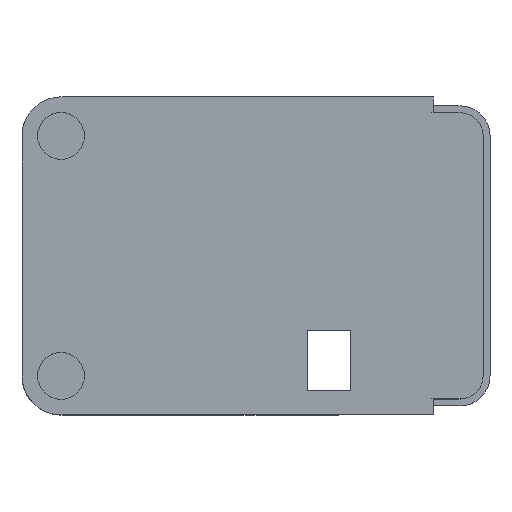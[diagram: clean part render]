
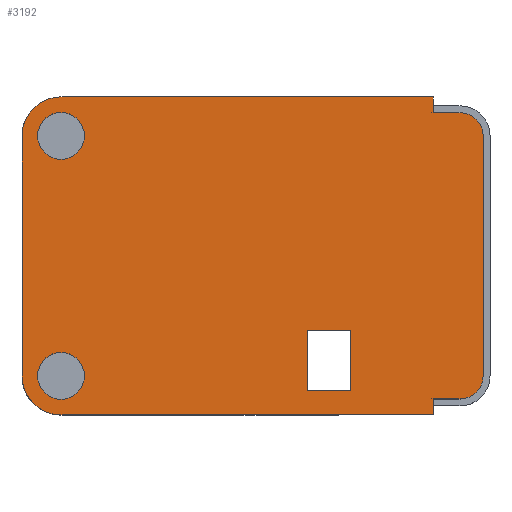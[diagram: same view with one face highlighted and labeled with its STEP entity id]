
A CAD part, top view. The second image highlights one B-rep face of the part: STEP entity #3192.
In plain terms, the highlighted planar face has unit normal (0, 0, 1).
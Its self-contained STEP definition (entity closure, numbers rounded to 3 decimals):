
#2551 = VERTEX_POINT('',#2552);
#2552 = CARTESIAN_POINT('',(83.5,-105.,18.73));
#2558 = EDGE_CURVE('',#2559,#2551,#2561,.T.);
#2559 = VERTEX_POINT('',#2560);
#2560 = CARTESIAN_POINT('',(90.,-111.5,18.73));
#2561 = CIRCLE('',#2562,6.5);
#2562 = AXIS2_PLACEMENT_3D('',#2563,#2564,#2565);
#2563 = CARTESIAN_POINT('',(90.,-105.,18.73));
#2564 = DIRECTION('',(0.,0.,-1.));
#2565 = DIRECTION('',(-1.,0.,0.));
#2584 = EDGE_CURVE('',#2551,#2585,#2587,.T.);
#2585 = VERTEX_POINT('',#2586);
#2586 = CARTESIAN_POINT('',(83.5,-65.,18.73));
#2587 = LINE('',#2588,#2589);
#2588 = CARTESIAN_POINT('',(83.5,-90.,18.73));
#2589 = VECTOR('',#2590,1.);
#2590 = DIRECTION('',(0.,1.,0.));
#2619 = VERTEX_POINT('',#2620);
#2620 = CARTESIAN_POINT('',(90.,-58.5,18.73));
#2626 = EDGE_CURVE('',#2585,#2619,#2627,.T.);
#2627 = CIRCLE('',#2628,6.5);
#2628 = AXIS2_PLACEMENT_3D('',#2629,#2630,#2631);
#2629 = CARTESIAN_POINT('',(90.,-65.,18.73));
#2630 = DIRECTION('',(0.,0.,-1.));
#2631 = DIRECTION('',(-1.,0.,0.));
#2645 = EDGE_CURVE('',#2619,#2646,#2648,.T.);
#2646 = VERTEX_POINT('',#2647);
#2647 = CARTESIAN_POINT('',(152.054,-58.5,18.73));
#2648 = LINE('',#2649,#2650);
#2649 = CARTESIAN_POINT('',(121.99,-58.5,18.73));
#2650 = VECTOR('',#2651,1.);
#2651 = DIRECTION('',(1.,0.,0.));
#2707 = VERTEX_POINT('',#2708);
#2708 = CARTESIAN_POINT('',(152.054,-111.5,18.73));
#2715 = EDGE_CURVE('',#2707,#2559,#2716,.T.);
#2716 = LINE('',#2717,#2718);
#2717 = CARTESIAN_POINT('',(155.24,-111.5,18.73));
#2718 = VECTOR('',#2719,1.);
#2719 = DIRECTION('',(-1.,0.,0.));
#2784 = EDGE_CURVE('',#2785,#2787,#2789,.T.);
#2785 = VERTEX_POINT('',#2786);
#2786 = CARTESIAN_POINT('',(156.5,-108.85,18.73));
#2787 = VERTEX_POINT('',#2788);
#2788 = CARTESIAN_POINT('',(152.054,-108.85,18.73));
#2789 = LINE('',#2790,#2791);
#2790 = CARTESIAN_POINT('',(155.24,-108.85,18.73));
#2791 = VECTOR('',#2792,1.);
#2792 = DIRECTION('',(-1.,0.,0.));
#2818 = EDGE_CURVE('',#2787,#2707,#2819,.T.);
#2819 = LINE('',#2820,#2821);
#2820 = CARTESIAN_POINT('',(152.054,-111.5,18.73));
#2821 = VECTOR('',#2822,1.);
#2822 = DIRECTION('',(0.,-1.,0.));
#2860 = EDGE_CURVE('',#2861,#2646,#2863,.T.);
#2861 = VERTEX_POINT('',#2862);
#2862 = CARTESIAN_POINT('',(152.054,-61.15,18.73));
#2863 = LINE('',#2864,#2865);
#2864 = CARTESIAN_POINT('',(152.054,-58.5,18.73));
#2865 = VECTOR('',#2866,1.);
#2866 = DIRECTION('',(0.,1.,0.));
#2887 = EDGE_CURVE('',#2861,#2888,#2890,.T.);
#2888 = VERTEX_POINT('',#2889);
#2889 = CARTESIAN_POINT('',(156.5,-61.15,18.73));
#2890 = LINE('',#2891,#2892);
#2891 = CARTESIAN_POINT('',(153.059,-61.15,18.73));
#2892 = VECTOR('',#2893,1.);
#2893 = DIRECTION('',(1.,0.,0.));
#3024 = EDGE_CURVE('',#2888,#3025,#3027,.T.);
#3025 = VERTEX_POINT('',#3026);
#3026 = CARTESIAN_POINT('',(160.35,-65.,18.73));
#3027 = CIRCLE('',#3028,3.85);
#3028 = AXIS2_PLACEMENT_3D('',#3029,#3030,#3031);
#3029 = CARTESIAN_POINT('',(156.5,-65.,18.73));
#3030 = DIRECTION('',(0.,0.,-1.));
#3031 = DIRECTION('',(-1.,0.,0.));
#3049 = EDGE_CURVE('',#3050,#3025,#3052,.T.);
#3050 = VERTEX_POINT('',#3051);
#3051 = CARTESIAN_POINT('',(160.35,-105.,18.73));
#3052 = LINE('',#3053,#3054);
#3053 = CARTESIAN_POINT('',(160.35,-105.,18.73));
#3054 = VECTOR('',#3055,1.);
#3055 = DIRECTION('',(0.,1.,0.));
#3073 = EDGE_CURVE('',#3050,#2785,#3074,.T.);
#3074 = CIRCLE('',#3075,3.85);
#3075 = AXIS2_PLACEMENT_3D('',#3076,#3077,#3078);
#3076 = CARTESIAN_POINT('',(156.5,-105.,18.73));
#3077 = DIRECTION('',(0.,0.,-1.));
#3078 = DIRECTION('',(-1.,0.,0.));
#3102 = VERTEX_POINT('',#3103);
#3103 = CARTESIAN_POINT('',(131.015,-97.493,18.73));
#3109 = EDGE_CURVE('',#3102,#3110,#3112,.T.);
#3110 = VERTEX_POINT('',#3111);
#3111 = CARTESIAN_POINT('',(131.015,-107.393,18.73));
#3112 = LINE('',#3113,#3114);
#3113 = CARTESIAN_POINT('',(131.015,-97.493,18.73));
#3114 = VECTOR('',#3115,1.);
#3115 = DIRECTION('',(0.,-1.,0.));
#3133 = EDGE_CURVE('',#3110,#3134,#3136,.T.);
#3134 = VERTEX_POINT('',#3135);
#3135 = CARTESIAN_POINT('',(138.275,-107.393,18.73));
#3136 = LINE('',#3137,#3138);
#3137 = CARTESIAN_POINT('',(131.015,-107.393,18.73));
#3138 = VECTOR('',#3139,1.);
#3139 = DIRECTION('',(1.,0.,0.));
#3157 = EDGE_CURVE('',#3134,#3158,#3160,.T.);
#3158 = VERTEX_POINT('',#3159);
#3159 = CARTESIAN_POINT('',(138.275,-97.493,18.73));
#3160 = LINE('',#3161,#3162);
#3161 = CARTESIAN_POINT('',(138.275,-107.393,18.73));
#3162 = VECTOR('',#3163,1.);
#3163 = DIRECTION('',(0.,1.,0.));
#3182 = EDGE_CURVE('',#3158,#3102,#3183,.T.);
#3183 = LINE('',#3184,#3185);
#3184 = CARTESIAN_POINT('',(138.275,-97.493,18.73));
#3185 = VECTOR('',#3186,1.);
#3186 = DIRECTION('',(-1.,0.,0.));
#3192 = ADVANCED_FACE('',(#3193,#3207,#3213,#3224),#3235,.T.);
#3193 = FACE_BOUND('',#3194,.T.);
#3194 = EDGE_LOOP('',(#3195,#3196,#3197,#3198,#3199,#3200,#3201,#3202,
    #3203,#3204,#3205,#3206));
#3195 = ORIENTED_EDGE('',*,*,#2558,.F.);
#3196 = ORIENTED_EDGE('',*,*,#2715,.F.);
#3197 = ORIENTED_EDGE('',*,*,#2818,.F.);
#3198 = ORIENTED_EDGE('',*,*,#2784,.F.);
#3199 = ORIENTED_EDGE('',*,*,#3073,.F.);
#3200 = ORIENTED_EDGE('',*,*,#3049,.T.);
#3201 = ORIENTED_EDGE('',*,*,#3024,.F.);
#3202 = ORIENTED_EDGE('',*,*,#2887,.F.);
#3203 = ORIENTED_EDGE('',*,*,#2860,.T.);
#3204 = ORIENTED_EDGE('',*,*,#2645,.F.);
#3205 = ORIENTED_EDGE('',*,*,#2626,.F.);
#3206 = ORIENTED_EDGE('',*,*,#2584,.F.);
#3207 = FACE_BOUND('',#3208,.T.);
#3208 = EDGE_LOOP('',(#3209,#3210,#3211,#3212));
#3209 = ORIENTED_EDGE('',*,*,#3109,.F.);
#3210 = ORIENTED_EDGE('',*,*,#3182,.F.);
#3211 = ORIENTED_EDGE('',*,*,#3157,.F.);
#3212 = ORIENTED_EDGE('',*,*,#3133,.F.);
#3213 = FACE_BOUND('',#3214,.T.);
#3214 = EDGE_LOOP('',(#3215));
#3215 = ORIENTED_EDGE('',*,*,#3216,.F.);
#3216 = EDGE_CURVE('',#3217,#3217,#3219,.T.);
#3217 = VERTEX_POINT('',#3218);
#3218 = CARTESIAN_POINT('',(93.9,-105.,18.73));
#3219 = CIRCLE('',#3220,3.9);
#3220 = AXIS2_PLACEMENT_3D('',#3221,#3222,#3223);
#3221 = CARTESIAN_POINT('',(90.,-105.,18.73));
#3222 = DIRECTION('',(0.,0.,1.));
#3223 = DIRECTION('',(1.,0.,0.));
#3224 = FACE_BOUND('',#3225,.T.);
#3225 = EDGE_LOOP('',(#3226));
#3226 = ORIENTED_EDGE('',*,*,#3227,.F.);
#3227 = EDGE_CURVE('',#3228,#3228,#3230,.T.);
#3228 = VERTEX_POINT('',#3229);
#3229 = CARTESIAN_POINT('',(93.9,-65.,18.73));
#3230 = CIRCLE('',#3231,3.9);
#3231 = AXIS2_PLACEMENT_3D('',#3232,#3233,#3234);
#3232 = CARTESIAN_POINT('',(90.,-65.,18.73));
#3233 = DIRECTION('',(0.,0.,1.));
#3234 = DIRECTION('',(1.,0.,0.));
#3235 = PLANE('',#3236);
#3236 = AXIS2_PLACEMENT_3D('',#3237,#3238,#3239);
#3237 = CARTESIAN_POINT('',(122.132,-85.,18.73));
#3238 = DIRECTION('',(0.,0.,1.));
#3239 = DIRECTION('',(1.,0.,0.));
